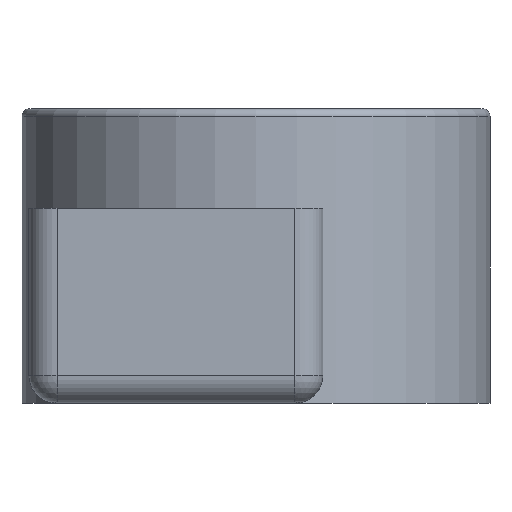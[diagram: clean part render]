
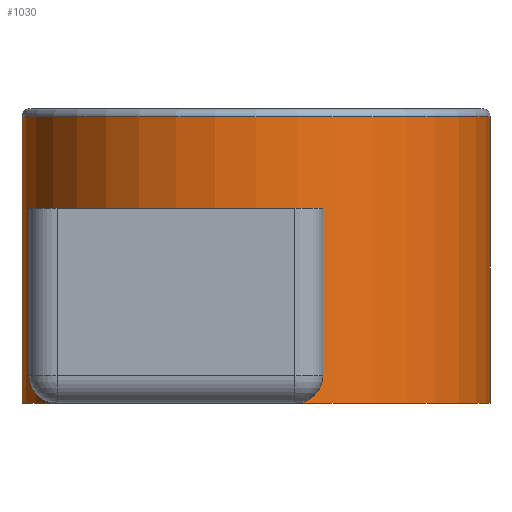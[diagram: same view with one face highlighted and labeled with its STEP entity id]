
A CAD part, front view. The second image highlights one B-rep face of the part: STEP entity #1030.
In plain terms, the highlighted cylindrical face has radius 50 mm (diameter 100 mm), a full revolution.
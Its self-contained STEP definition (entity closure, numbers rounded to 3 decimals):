
#980=CARTESIAN_POINT('',(52.638,121.763,79.));
#981=DIRECTION('',(0.,-0.,-1.));
#982=DIRECTION('',(1.,0.,0.));
#983=AXIS2_PLACEMENT_3D('',#980,#981,#982);
#984=CYLINDRICAL_SURFACE('',#983,50.);
#985=CARTESIAN_POINT('',(102.638,121.763,-0.));
#986=VERTEX_POINT('',#985);
#987=CARTESIAN_POINT('',(102.638,121.763,61.3));
#988=VERTEX_POINT('',#987);
#989=CARTESIAN_POINT('',(102.638,121.763,0.));
#990=DIRECTION('',(-0.,0.,1.));
#991=VECTOR('',#990,61.3);
#992=LINE('',#989,#991);
#993=EDGE_CURVE('',#986,#988,#992,.T.);
#994=ORIENTED_EDGE('',*,*,#993,.T.);
#995=CARTESIAN_POINT('',(52.638,171.763,61.3));
#996=VERTEX_POINT('',#995);
#997=CARTESIAN_POINT('',(52.638,121.763,61.3));
#998=DIRECTION('',(0.,-0.,-1.));
#999=DIRECTION('',(0.,1.,-0.));
#1000=AXIS2_PLACEMENT_3D('',#997,#998,#999);
#1001=CIRCLE('',#1000,50.);
#1002=EDGE_CURVE('',#988,#996,#1001,.T.);
#1003=ORIENTED_EDGE('',*,*,#1002,.T.);
#1004=CARTESIAN_POINT('',(52.638,121.763,61.3));
#1005=DIRECTION('',(0.,-0.,-1.));
#1006=DIRECTION('',(0.,1.,-0.));
#1007=AXIS2_PLACEMENT_3D('',#1004,#1005,#1006);
#1008=CIRCLE('',#1007,50.);
#1009=EDGE_CURVE('',#996,#988,#1008,.T.);
#1010=ORIENTED_EDGE('',*,*,#1009,.T.);
#1011=ORIENTED_EDGE('',*,*,#993,.F.);
#1012=CARTESIAN_POINT('',(52.638,171.763,-0.));
#1013=VERTEX_POINT('',#1012);
#1014=CARTESIAN_POINT('',(52.638,121.763,0.));
#1015=DIRECTION('',(0.,-0.,-1.));
#1016=DIRECTION('',(0.,1.,-0.));
#1017=AXIS2_PLACEMENT_3D('',#1014,#1015,#1016);
#1018=CIRCLE('',#1017,50.);
#1019=EDGE_CURVE('',#1013,#986,#1018,.T.);
#1020=ORIENTED_EDGE('',*,*,#1019,.F.);
#1021=CARTESIAN_POINT('',(52.638,121.763,0.));
#1022=DIRECTION('',(0.,-0.,-1.));
#1023=DIRECTION('',(0.,1.,-0.));
#1024=AXIS2_PLACEMENT_3D('',#1021,#1022,#1023);
#1025=CIRCLE('',#1024,50.);
#1026=EDGE_CURVE('',#986,#1013,#1025,.T.);
#1027=ORIENTED_EDGE('',*,*,#1026,.F.);
#1028=EDGE_LOOP('',(#994,#1003,#1010,#1011,#1020,#1027));
#1029=FACE_BOUND('',#1028,.T.);
#1030=ADVANCED_FACE('',(#1029),#984,.T.);
